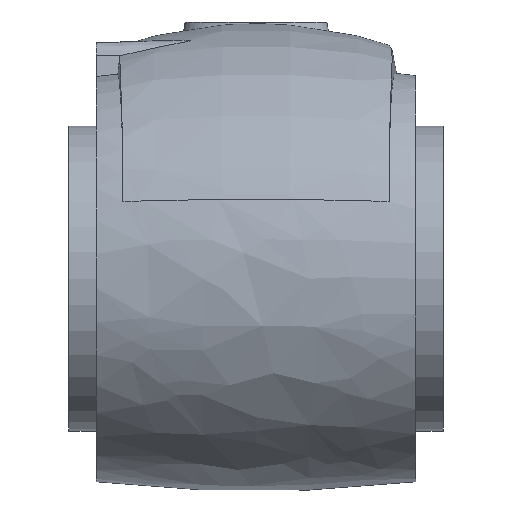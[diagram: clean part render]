
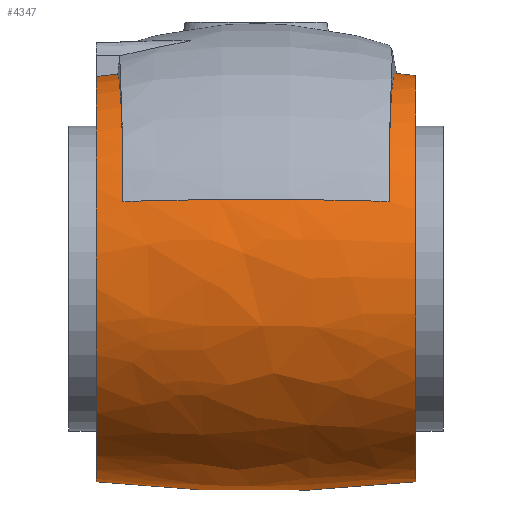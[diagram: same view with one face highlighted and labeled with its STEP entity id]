
A CAD part, left-side view. The second image highlights one B-rep face of the part: STEP entity #4347.
In plain terms, the highlighted free-form (B-spline) face has degree [3, 3] with [7, 4] control points.
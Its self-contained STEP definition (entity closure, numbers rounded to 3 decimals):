
#450=CARTESIAN_POINT('',(-43.79,-47.993,987.792));
#531=CARTESIAN_POINT('',(25.,57.5,960.));
#532=DIRECTION('',(0.,1.,0.));
#533=DIRECTION('',(0.,0.,-1.));
#534=AXIS2_PLACEMENT_3D('',#531,#532,#533);
#623=CARTESIAN_POINT('',(25.,-57.5,960.));
#624=DIRECTION('',(0.,-1.,0.));
#625=DIRECTION('',(0.,0.,1.));
#626=AXIS2_PLACEMENT_3D('',#623,#624,#625);
#643=CARTESIAN_POINT('',(25.01,-50.046,1033.988));
#644=CARTESIAN_POINT('',(23.501,-49.984,1033.994));
#645=CARTESIAN_POINT('',(20.432,-49.862,1033.915));
#646=CARTESIAN_POINT('',(15.783,-49.687,1033.5));
#647=CARTESIAN_POINT('',(11.013,-49.513,1032.764));
#648=CARTESIAN_POINT('',(6.154,-49.339,1031.682));
#649=CARTESIAN_POINT('',(1.188,-49.163,1030.211));
#650=CARTESIAN_POINT('',(-3.768,-48.988,1028.351));
#651=CARTESIAN_POINT('',(-8.625,-48.819,1026.116));
#652=CARTESIAN_POINT('',(-13.314,-48.658,1023.532));
#653=CARTESIAN_POINT('',(-17.789,-48.511,1020.626));
#654=CARTESIAN_POINT('',(-22.042,-48.378,1017.405));
#655=CARTESIAN_POINT('',(-26.061,-48.262,1013.878));
#656=CARTESIAN_POINT('',(-29.8,-48.167,1010.083));
#657=CARTESIAN_POINT('',(-33.255,-48.094,1006.03));
#658=CARTESIAN_POINT('',(-36.418,-48.043,1001.725));
#659=CARTESIAN_POINT('',(-39.255,-48.011,997.214));
#660=CARTESIAN_POINT('',(-41.738,-48.004,992.547));
#661=CARTESIAN_POINT('',(-43.146,-47.993,989.385));
#662=CARTESIAN_POINT('',(-43.79,-47.993,987.792));
#664=CARTESIAN_POINT('',(25.,0.,536.5));
#665=DIRECTION('',(-1.,0.,0.));
#666=DIRECTION('',(0.,-0.115,0.993));
#667=AXIS2_PLACEMENT_3D('',#664,#665,#666);
#669=CARTESIAN_POINT('',(25.,0.,1383.5));
#670=DIRECTION('',(1.,0.,0.));
#671=DIRECTION('',(0.,-0.115,-0.993));
#672=AXIS2_PLACEMENT_3D('',#669,#670,#671);
#674=CARTESIAN_POINT('',(417.665,0.,801.36));
#675=DIRECTION('',(-0.375,0.,-0.927));
#676=DIRECTION('',(-0.924,0.081,0.373));
#677=AXIS2_PLACEMENT_3D('',#674,#675,#676);
#679=CARTESIAN_POINT('',(417.665,0.,801.36));
#680=DIRECTION('',(-0.375,0.,-0.927));
#681=DIRECTION('',(-0.924,-0.081,0.373));
#682=AXIS2_PLACEMENT_3D('',#679,#680,#681);
#684=CARTESIAN_POINT('',(417.665,0.,801.36));
#685=DIRECTION('',(-0.375,0.,-0.927));
#686=DIRECTION('',(-0.923,-0.096,0.373));
#687=AXIS2_PLACEMENT_3D('',#684,#685,#686);
#696=CARTESIAN_POINT('',(18.054,49.773,1033.69));
#703=CARTESIAN_POINT('',(18.112,57.5,1032.858));
#704=CARTESIAN_POINT('',(18.107,56.642,1032.957));
#705=CARTESIAN_POINT('',(18.094,54.926,1033.151));
#706=CARTESIAN_POINT('',(18.074,52.35,1033.428));
#707=CARTESIAN_POINT('',(18.061,50.632,1033.604));
#708=CARTESIAN_POINT('',(18.054,49.773,1033.69));
#850=CARTESIAN_POINT('',(-43.789,48.,987.792));
#863=CARTESIAN_POINT('',(18.054,49.773,1033.69));
#864=CARTESIAN_POINT('',(14.549,49.64,1033.373));
#865=CARTESIAN_POINT('',(7.627,49.39,1032.238));
#866=CARTESIAN_POINT('',(-2.243,49.041,1029.157));
#867=CARTESIAN_POINT('',(-11.618,48.714,1024.721));
#868=CARTESIAN_POINT('',(-20.189,48.43,1019.078));
#869=CARTESIAN_POINT('',(-27.768,48.211,1012.448));
#870=CARTESIAN_POINT('',(-34.402,48.066,1004.809));
#871=CARTESIAN_POINT('',(-39.766,48.002,996.621));
#872=CARTESIAN_POINT('',(-42.584,48.,990.774));
#873=CARTESIAN_POINT('',(-43.789,48.,987.792));
#2498=CARTESIAN_POINT('',(18.112,57.5,1032.858));
#2499=VERTEX_POINT('',#2498);
#2500=VERTEX_POINT('',#696);
#2544=VERTEX_POINT('',#850);
#2546=VERTEX_POINT('',#450);
#2689=CARTESIAN_POINT('',(25.,-57.5,886.817));
#2690=CARTESIAN_POINT('',(25.,57.5,886.817));
#2691=VERTEX_POINT('',#2689);
#2692=VERTEX_POINT('',#2690);
#2693=CARTESIAN_POINT('',(25.,-57.5,1033.183));
#2694=CARTESIAN_POINT('',(25.,-50.046,1033.989));
#2695=VERTEX_POINT('',#2693);
#2696=VERTEX_POINT('',#2694);
#2699=CARTESIAN_POINT('',(-44.407,40.5,988.041));
#2700=VERTEX_POINT('',#2699);
#2701=CARTESIAN_POINT('',(-44.407,-40.5,
988.041));
#2702=VERTEX_POINT('',#2701);
#4301=CARTESIAN_POINT('',(29.578,-59.789,887.232));
#4302=CARTESIAN_POINT('',(29.879,-20.026,882.452));
#4303=CARTESIAN_POINT('',(29.879,20.026,882.452));
#4304=CARTESIAN_POINT('',(29.578,59.789,887.232));
#4305=CARTESIAN_POINT('',(-15.203,-59.789,
884.414));
#4306=CARTESIAN_POINT('',(-17.844,-20.026,
879.449));
#4307=CARTESIAN_POINT('',(-17.844,20.026,879.449));
#4308=CARTESIAN_POINT('',(-15.203,59.789,884.414));
#4309=CARTESIAN_POINT('',(-47.912,-59.789,
915.13));
#4310=CARTESIAN_POINT('',(-52.702,-20.026,
912.183));
#4311=CARTESIAN_POINT('',(-52.702,20.026,912.183));
#4312=CARTESIAN_POINT('',(-47.912,59.789,915.13));
#4313=CARTESIAN_POINT('',(-47.912,-59.789,
960.));
#4314=CARTESIAN_POINT('',(-52.702,-20.026,
960.));
#4315=CARTESIAN_POINT('',(-52.702,20.026,960.));
#4316=CARTESIAN_POINT('',(-47.912,59.789,960.));
#4317=CARTESIAN_POINT('',(-47.912,-59.789,
1004.87));
#4318=CARTESIAN_POINT('',(-52.702,-20.026,
1007.817));
#4319=CARTESIAN_POINT('',(-52.702,20.026,1007.817));
#4320=CARTESIAN_POINT('',(-47.912,59.789,1004.87));
#4321=CARTESIAN_POINT('',(-15.203,-59.789,
1035.586));
#4322=CARTESIAN_POINT('',(-17.844,-20.026,
1040.551));
#4323=CARTESIAN_POINT('',(-17.844,20.026,1040.551));
#4324=CARTESIAN_POINT('',(-15.203,59.789,1035.586));
#4325=CARTESIAN_POINT('',(29.578,-59.789,1032.768));
#4326=CARTESIAN_POINT('',(29.879,-20.026,1037.548));
#4327=CARTESIAN_POINT('',(29.879,20.026,1037.548));
#4328=CARTESIAN_POINT('',(29.578,59.789,1032.768));
#4329=(BOUNDED_SURFACE()B_SPLINE_SURFACE(3,3,((#4301,#4302,#4303,#4304),(#4305,
#4306,#4307,#4308),(#4309,#4310,#4311,#4312),(#4313,#4314,#4315,#4316),(#4317,
#4318,#4319,#4320),(#4321,#4322,#4323,#4324),(#4325,#4326,#4327,#4328)),
.UNSPECIFIED.,.F.,.F.,.F.)B_SPLINE_SURFACE_WITH_KNOTS((4,3,4),(4,4),(0.,1.,
2.),(0.,1.),.UNSPECIFIED.)GEOMETRIC_REPRESENTATION_ITEM()RATIONAL_B_SPLINE_SURFACE(((1.192,1.186,1.186,1.192),(
0.941,0.936,0.936,0.941),(
0.941,0.936,0.936,0.941),(
1.192,1.186,1.186,1.192),(
0.941,0.936,0.936,0.941),(
0.941,0.936,0.936,0.941),(
1.192,1.186,1.186,1.192)))REPRESENTATION_ITEM('')SURFACE());
#4330=ORIENTED_EDGE('',*,*,#3969,.F.);
#4331=ORIENTED_EDGE('',*,*,#4119,.F.);
#4332=ORIENTED_EDGE('',*,*,#4291,.T.);
#4333=ORIENTED_EDGE('',*,*,#4115,.T.);
#4334=ORIENTED_EDGE('',*,*,#4145,.T.);
#4336=ORIENTED_EDGE('',*,*,#4335,.T.);
#4338=ORIENTED_EDGE('',*,*,#4337,.T.);
#4340=ORIENTED_EDGE('',*,*,#4339,.F.);
#4342=ORIENTED_EDGE('',*,*,#4341,.F.);
#4344=ORIENTED_EDGE('',*,*,#4343,.F.);
#4345=EDGE_LOOP('',(#4330,#4331,#4332,#4333,#4334,#4336,#4338,#4340,#4342,
#4344));
#4346=FACE_OUTER_BOUND('',#4345,.F.);
#4347=ADVANCED_FACE('',(#4346),#4329,.T.);
#535=CIRCLE('',#534,73.183);
#627=CIRCLE('',#626,73.183);
#663=B_SPLINE_CURVE_WITH_KNOTS('',3,(#643,#644,#645,#646,#647,#648,#649,#650,
#651,#652,#653,#654,#655,#656,#657,#658,#659,#660,#661,#662),.UNSPECIFIED.,.F.,
.F.,(4,1,1,1,1,1,1,1,1,1,1,1,1,1,1,1,1,4),(0.,0.059,
0.118,0.176,0.235,0.294,
0.353,0.412,0.471,0.529,
0.588,0.647,0.706,0.765,
0.824,0.882,0.941,1.),.UNSPECIFIED.);
#668=CIRCLE('',#667,500.);
#673=CIRCLE('',#672,500.);
#678=CIRCLE('',#677,500.);
#683=CIRCLE('',#682,500.);
#688=CIRCLE('',#687,500.);
#709=B_SPLINE_CURVE_WITH_KNOTS('',3,(#703,#704,#705,#706,#707,#708),
.UNSPECIFIED.,.F.,.F.,(4,1,1,4),(0.,0.333,0.667,1.),
.UNSPECIFIED.);
#874=B_SPLINE_CURVE_WITH_KNOTS('',3,(#863,#864,#865,#866,#867,#868,#869,#870,
#871,#872,#873),.UNSPECIFIED.,.F.,.F.,(4,1,1,1,1,1,1,1,4),(0.,0.125,0.25,
0.375,0.5,0.625,0.75,0.875,1.),.UNSPECIFIED.);
#3969=EDGE_CURVE('',#2696,#2546,#663,.T.);
#4115=EDGE_CURVE('',#2691,#2692,#673,.T.);
#4119=EDGE_CURVE('',#2695,#2696,#668,.T.);
#4145=EDGE_CURVE('',#2692,#2499,#535,.T.);
#4291=EDGE_CURVE('',#2695,#2691,#627,.T.);
#4335=EDGE_CURVE('',#2499,#2500,#709,.T.);
#4337=EDGE_CURVE('',#2500,#2544,#874,.T.);
#4339=EDGE_CURVE('',#2700,#2544,#678,.T.);
#4341=EDGE_CURVE('',#2702,#2700,#683,.T.);
#4343=EDGE_CURVE('',#2546,#2702,#688,.T.);
